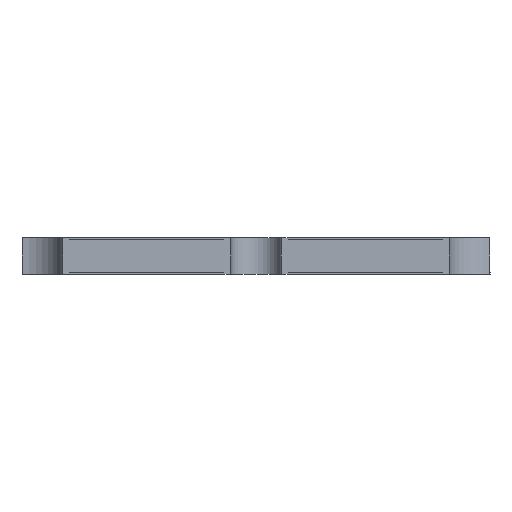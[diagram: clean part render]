
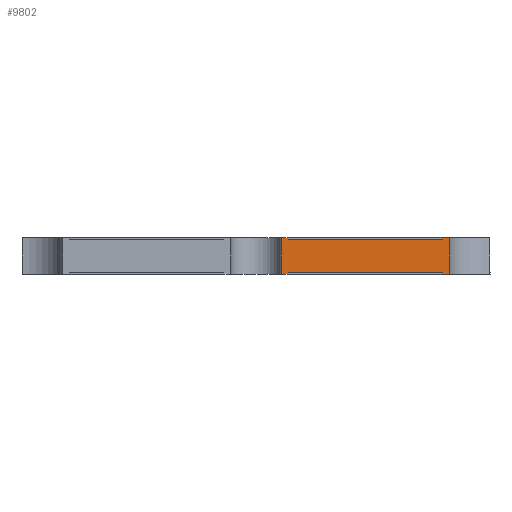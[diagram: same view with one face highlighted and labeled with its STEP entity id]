
A CAD part, left-side view. The second image highlights one B-rep face of the part: STEP entity #9802.
In plain terms, the highlighted planar face has unit normal (-1, 0, 0).
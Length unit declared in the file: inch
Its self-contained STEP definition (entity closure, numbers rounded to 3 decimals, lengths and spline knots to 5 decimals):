
#71 = VECTOR ( 'NONE', #5300, 39.37008 ) ;
#167 = VECTOR ( 'NONE', #5148, 39.37008 ) ;
#254 = CARTESIAN_POINT ( 'NONE',  ( -0.325, -0.19807, 0.037 ) ) ;
#280 = ORIENTED_EDGE ( 'NONE', *, *, #7861, .F. ) ;
#637 = PLANE ( 'NONE',  #5027 ) ;
#650 = CARTESIAN_POINT ( 'NONE',  ( -0.325, -0.033, 0.035 ) ) ;
#713 = CARTESIAN_POINT ( 'NONE',  ( -0.325, -0.033, 0.035 ) ) ;
#719 = VERTEX_POINT ( 'NONE', #6891 ) ;
#741 = CARTESIAN_POINT ( 'NONE',  ( -0.325, -0.191, 0.002 ) ) ;
#761 = CARTESIAN_POINT ( 'NONE',  ( -0.325, -0.033, 0.002 ) ) ;
#884 = CARTESIAN_POINT ( 'NONE',  ( -0.325, 0., 0.037 ) ) ;
#1183 = EDGE_CURVE ( 'NONE', #11238, #7752, #4609, .T. ) ;
#1462 = CARTESIAN_POINT ( 'NONE',  ( -0.325, -0.191, 0.002 ) ) ;
#1492 = ORIENTED_EDGE ( 'NONE', *, *, #10446, .T. ) ;
#1543 = VERTEX_POINT ( 'NONE', #6484 ) ;
#1787 = EDGE_CURVE ( 'NONE', #10469, #7745, #7726, .T. ) ;
#2010 = DIRECTION ( 'NONE',  ( 0., 1., 0. ) ) ;
#2038 = CARTESIAN_POINT ( 'NONE',  ( -0.325, -0.19807, 0.035 ) ) ;
#2174 = LINE ( 'NONE', #4834, #9559 ) ;
#2612 = DIRECTION ( 'NONE',  ( 0., 1., 0. ) ) ;
#2807 = LINE ( 'NONE', #9065, #5774 ) ;
#2943 = CARTESIAN_POINT ( 'NONE',  ( -0.325, -0.191, 0.035 ) ) ;
#2992 = VECTOR ( 'NONE', #3522, 39.37008 ) ;
#3041 = ORIENTED_EDGE ( 'NONE', *, *, #1183, .T. ) ;
#3405 = LINE ( 'NONE', #5175, #2992 ) ;
#3460 = DIRECTION ( 'NONE',  ( 0., 1., 0. ) ) ;
#3522 = DIRECTION ( 'NONE',  ( 0., 1., 0. ) ) ;
#3590 = VERTEX_POINT ( 'NONE', #254 ) ;
#3749 = ORIENTED_EDGE ( 'NONE', *, *, #9131, .T. ) ;
#3757 = DIRECTION ( 'NONE',  ( 0., 0., -1. ) ) ;
#4000 = VECTOR ( 'NONE', #2010, 39.37008 ) ;
#4170 = CARTESIAN_POINT ( 'NONE',  ( -0.325, -0.02588, 0. ) ) ;
#4243 = CARTESIAN_POINT ( 'NONE',  ( -0.325, -0.191, 0. ) ) ;
#4246 = DIRECTION ( 'NONE',  ( 0., 0., 1. ) ) ;
#4609 = LINE ( 'NONE', #884, #4000 ) ;
#4664 = ORIENTED_EDGE ( 'NONE', *, *, #9630, .T. ) ;
#4729 = EDGE_CURVE ( 'NONE', #10469, #1543, #8984, .T. ) ;
#4767 = LINE ( 'NONE', #5421, #8604 ) ;
#4834 = CARTESIAN_POINT ( 'NONE',  ( -0.325, -0.02588, 0.035 ) ) ;
#4956 = CARTESIAN_POINT ( 'NONE',  ( -0.325, -0.033, 0. ) ) ;
#5015 = EDGE_CURVE ( 'NONE', #1543, #6371, #9737, .T. ) ;
#5027 = AXIS2_PLACEMENT_3D ( 'NONE', #6735, #5793, #4246 ) ;
#5063 = VECTOR ( 'NONE', #11562, 39.37008 ) ;
#5148 = DIRECTION ( 'NONE',  ( 0., 0., 1. ) ) ;
#5175 = CARTESIAN_POINT ( 'NONE',  ( -0.325, -0.2425, 0.035 ) ) ;
#5243 = EDGE_CURVE ( 'NONE', #7752, #6858, #2174, .T. ) ;
#5300 = DIRECTION ( 'NONE',  ( 0., 0., -1. ) ) ;
#5421 = CARTESIAN_POINT ( 'NONE',  ( -0.325, -0.191, 0.035 ) ) ;
#5774 = VECTOR ( 'NONE', #7297, 39.37008 ) ;
#5793 = DIRECTION ( 'NONE',  ( -1., 0., 0. ) ) ;
#5936 = ORIENTED_EDGE ( 'NONE', *, *, #11126, .T. ) ;
#6113 = CARTESIAN_POINT ( 'NONE',  ( -0.325, -0.19807, 0. ) ) ;
#6165 = VECTOR ( 'NONE', #8707, 39.37008 ) ;
#6253 = CARTESIAN_POINT ( 'NONE',  ( -0.325, -0.02588, 0.037 ) ) ;
#6295 = ORIENTED_EDGE ( 'NONE', *, *, #1787, .T. ) ;
#6371 = VERTEX_POINT ( 'NONE', #4956 ) ;
#6484 = CARTESIAN_POINT ( 'NONE',  ( -0.325, -0.033, 0.002 ) ) ;
#6735 = CARTESIAN_POINT ( 'NONE',  ( -0.325, -0.2425, 0.035 ) ) ;
#6858 = VERTEX_POINT ( 'NONE', #4170 ) ;
#6891 = CARTESIAN_POINT ( 'NONE',  ( -0.325, -0.19807, 0. ) ) ;
#6901 = VECTOR ( 'NONE', #3460, 39.37008 ) ;
#6964 = EDGE_LOOP ( 'NONE', ( #10398, #6295, #9688, #9675, #3749, #280, #1492, #5936, #3041, #10036, #4664, #10072 ) ) ;
#7109 = LINE ( 'NONE', #6113, #6165 ) ;
#7297 = DIRECTION ( 'NONE',  ( 0., -1., 0. ) ) ;
#7446 = VERTEX_POINT ( 'NONE', #2943 ) ;
#7726 = LINE ( 'NONE', #1462, #71 ) ;
#7745 = VERTEX_POINT ( 'NONE', #4243 ) ;
#7752 = VERTEX_POINT ( 'NONE', #6253 ) ;
#7861 = EDGE_CURVE ( 'NONE', #7446, #10173, #4767, .T. ) ;
#8259 = CARTESIAN_POINT ( 'NONE',  ( -0.325, -0.191, 0.037 ) ) ;
#8443 = DIRECTION ( 'NONE',  ( 0., 0., -1. ) ) ;
#8604 = VECTOR ( 'NONE', #9079, 39.37008 ) ;
#8619 = FACE_OUTER_BOUND ( 'NONE', #6964, .T. ) ;
#8707 = DIRECTION ( 'NONE',  ( 0., -1., 0. ) ) ;
#8839 = LINE ( 'NONE', #8896, #6901 ) ;
#8896 = CARTESIAN_POINT ( 'NONE',  ( -0.325, 0., 0.037 ) ) ;
#8984 = LINE ( 'NONE', #9751, #10502 ) ;
#9065 = CARTESIAN_POINT ( 'NONE',  ( -0.325, -0.19807, 0. ) ) ;
#9079 = DIRECTION ( 'NONE',  ( 0., 0., 1. ) ) ;
#9131 = EDGE_CURVE ( 'NONE', #3590, #10173, #8839, .T. ) ;
#9204 = EDGE_CURVE ( 'NONE', #7745, #719, #2807, .T. ) ;
#9268 = EDGE_CURVE ( 'NONE', #3590, #719, #10824, .T. ) ;
#9559 = VECTOR ( 'NONE', #8443, 39.37008 ) ;
#9630 = EDGE_CURVE ( 'NONE', #6858, #6371, #7109, .T. ) ;
#9675 = ORIENTED_EDGE ( 'NONE', *, *, #9268, .F. ) ;
#9688 = ORIENTED_EDGE ( 'NONE', *, *, #9204, .T. ) ;
#9737 = LINE ( 'NONE', #761, #5063 ) ;
#9751 = CARTESIAN_POINT ( 'NONE',  ( -0.325, -0.2425, 0.002 ) ) ;
#9802 = ADVANCED_FACE ( 'NONE', ( #8619 ), #637, .T. ) ;
#10032 = CARTESIAN_POINT ( 'NONE',  ( -0.325, -0.033, 0.037 ) ) ;
#10036 = ORIENTED_EDGE ( 'NONE', *, *, #5243, .T. ) ;
#10072 = ORIENTED_EDGE ( 'NONE', *, *, #5015, .F. ) ;
#10173 = VERTEX_POINT ( 'NONE', #8259 ) ;
#10398 = ORIENTED_EDGE ( 'NONE', *, *, #4729, .F. ) ;
#10446 = EDGE_CURVE ( 'NONE', #7446, #11064, #3405, .T. ) ;
#10469 = VERTEX_POINT ( 'NONE', #741 ) ;
#10502 = VECTOR ( 'NONE', #2612, 39.37008 ) ;
#10824 = LINE ( 'NONE', #2038, #11230 ) ;
#11064 = VERTEX_POINT ( 'NONE', #713 ) ;
#11126 = EDGE_CURVE ( 'NONE', #11064, #11238, #11393, .T. ) ;
#11230 = VECTOR ( 'NONE', #3757, 39.37008 ) ;
#11238 = VERTEX_POINT ( 'NONE', #10032 ) ;
#11393 = LINE ( 'NONE', #650, #167 ) ;
#11562 = DIRECTION ( 'NONE',  ( 0., 0., -1. ) ) ;
